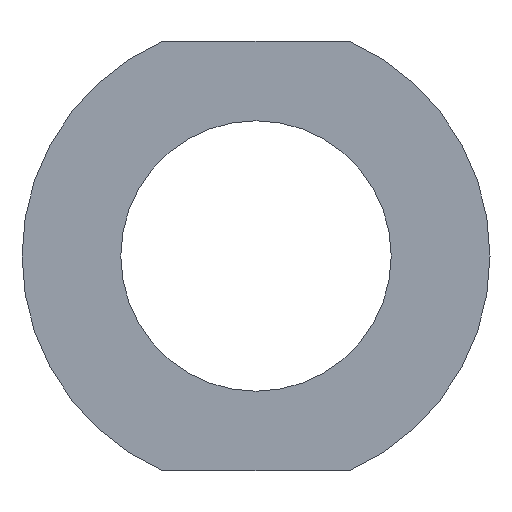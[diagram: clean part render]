
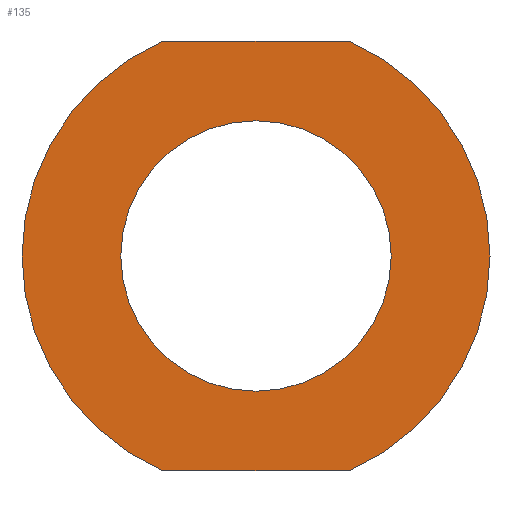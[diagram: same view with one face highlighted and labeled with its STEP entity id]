
A CAD part, front view. The second image highlights one B-rep face of the part: STEP entity #135.
In plain terms, the highlighted planar face has unit normal (0, -1, 0).
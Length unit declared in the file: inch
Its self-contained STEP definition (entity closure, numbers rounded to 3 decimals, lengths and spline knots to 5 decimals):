
#1 = CARTESIAN_POINT ( 'NONE',  ( 0., 0., 0. ) ) ;
#2 = DIRECTION ( 'NONE',  ( 0., 1., 0. ) ) ;
#3 = CIRCLE ( 'NONE', #80, 0.0545 ) ;
#12 = EDGE_CURVE ( 'NONE', #168, #65, #120, .T. ) ;
#13 = DIRECTION ( 'NONE',  ( 0., 1., 0. ) ) ;
#18 = CARTESIAN_POINT ( 'NONE',  ( -0.02169, 0., -0.05 ) ) ;
#23 = EDGE_LOOP ( 'NONE', ( #91, #317, #191, #296 ) ) ;
#24 = AXIS2_PLACEMENT_3D ( 'NONE', #1, #164, #246 ) ;
#25 = EDGE_CURVE ( 'NONE', #82, #267, #43, .T. ) ;
#28 = CARTESIAN_POINT ( 'NONE',  ( 0., 0., 0. ) ) ;
#34 = DIRECTION ( 'NONE',  ( -1., 0., 0. ) ) ;
#36 = PLANE ( 'NONE',  #50 ) ;
#43 = CIRCLE ( 'NONE', #127, 0.0315 ) ;
#46 = EDGE_CURVE ( 'NONE', #193, #186, #3, .T. ) ;
#50 = AXIS2_PLACEMENT_3D ( 'NONE', #256, #278, #224 ) ;
#55 = CARTESIAN_POINT ( 'NONE',  ( -0.02169, 0., -0.05 ) ) ;
#65 = VERTEX_POINT ( 'NONE', #173 ) ;
#74 = DIRECTION ( 'NONE',  ( 0., 1., 0. ) ) ;
#80 = AXIS2_PLACEMENT_3D ( 'NONE', #149, #74, #228 ) ;
#81 = CARTESIAN_POINT ( 'NONE',  ( 0.02169, 0., 0.05 ) ) ;
#82 = VERTEX_POINT ( 'NONE', #259 ) ;
#91 = ORIENTED_EDGE ( 'NONE', *, *, #12, .F. ) ;
#92 = EDGE_LOOP ( 'NONE', ( #235, #141 ) ) ;
#95 = VECTOR ( 'NONE', #34, 39.37008 ) ;
#106 = CARTESIAN_POINT ( 'NONE',  ( 0., 0., 0. ) ) ;
#110 = EDGE_CURVE ( 'NONE', #65, #193, #280, .T. ) ;
#120 = CIRCLE ( 'NONE', #24, 0.0545 ) ;
#121 = EDGE_CURVE ( 'NONE', #267, #82, #177, .T. ) ;
#125 = DIRECTION ( 'NONE',  ( 0., 0., 1. ) ) ;
#127 = AXIS2_PLACEMENT_3D ( 'NONE', #28, #2, #221 ) ;
#135 = ADVANCED_FACE ( 'NONE', ( #302, #283 ), #36, .F. ) ;
#141 = ORIENTED_EDGE ( 'NONE', *, *, #25, .T. ) ;
#149 = CARTESIAN_POINT ( 'NONE',  ( 0., 0., 0. ) ) ;
#164 = DIRECTION ( 'NONE',  ( 0., 1., 0. ) ) ;
#168 = VERTEX_POINT ( 'NONE', #178 ) ;
#173 = CARTESIAN_POINT ( 'NONE',  ( 0.02169, 0., -0.05 ) ) ;
#177 = CIRCLE ( 'NONE', #257, 0.0315 ) ;
#178 = CARTESIAN_POINT ( 'NONE',  ( 0.02169, 0., 0.05 ) ) ;
#186 = VERTEX_POINT ( 'NONE', #266 ) ;
#191 = ORIENTED_EDGE ( 'NONE', *, *, #46, .F. ) ;
#193 = VERTEX_POINT ( 'NONE', #18 ) ;
#215 = EDGE_CURVE ( 'NONE', #186, #168, #261, .T. ) ;
#221 = DIRECTION ( 'NONE',  ( 0., 0., 1. ) ) ;
#224 = DIRECTION ( 'NONE',  ( 0., 0., 1. ) ) ;
#228 = DIRECTION ( 'NONE',  ( 0., 0., 1. ) ) ;
#235 = ORIENTED_EDGE ( 'NONE', *, *, #121, .T. ) ;
#246 = DIRECTION ( 'NONE',  ( 0., 0., 1. ) ) ;
#256 = CARTESIAN_POINT ( 'NONE',  ( 0., 0., 0. ) ) ;
#257 = AXIS2_PLACEMENT_3D ( 'NONE', #106, #13, #125 ) ;
#259 = CARTESIAN_POINT ( 'NONE',  ( 0., 0., 0.0315 ) ) ;
#261 = LINE ( 'NONE', #81, #281 ) ;
#266 = CARTESIAN_POINT ( 'NONE',  ( -0.02169, 0., 0.05 ) ) ;
#267 = VERTEX_POINT ( 'NONE', #309 ) ;
#278 = DIRECTION ( 'NONE',  ( 0., 1., 0. ) ) ;
#280 = LINE ( 'NONE', #55, #95 ) ;
#281 = VECTOR ( 'NONE', #291, 39.37008 ) ;
#283 = FACE_BOUND ( 'NONE', #92, .T. ) ;
#291 = DIRECTION ( 'NONE',  ( 1., 0., 0. ) ) ;
#296 = ORIENTED_EDGE ( 'NONE', *, *, #110, .F. ) ;
#302 = FACE_OUTER_BOUND ( 'NONE', #23, .T. ) ;
#309 = CARTESIAN_POINT ( 'NONE',  ( 0., 0., -0.0315 ) ) ;
#317 = ORIENTED_EDGE ( 'NONE', *, *, #215, .F. ) ;
